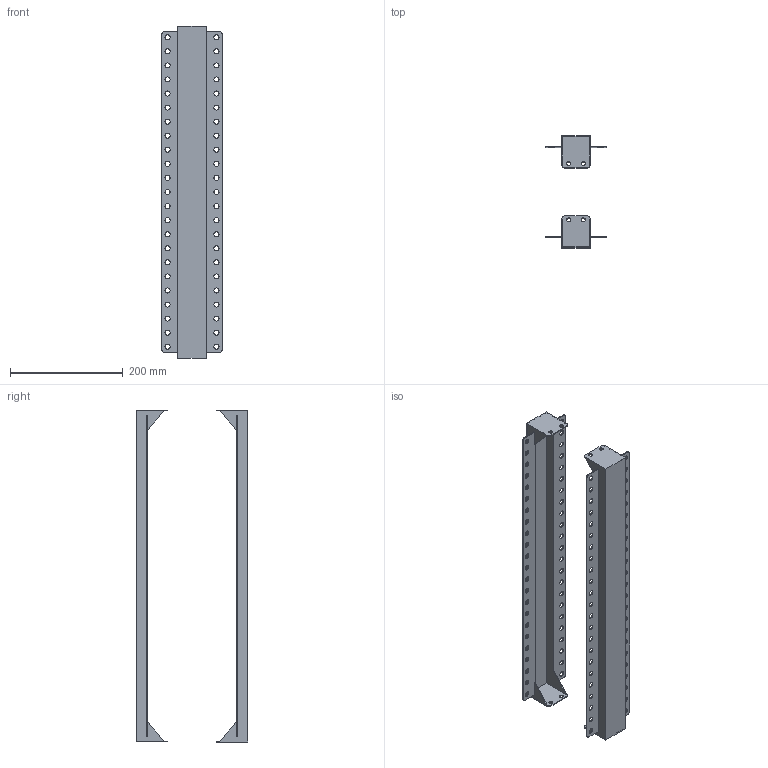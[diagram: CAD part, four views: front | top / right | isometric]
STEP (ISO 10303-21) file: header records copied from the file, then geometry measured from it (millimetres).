
FILE_DESCRIPTION (( 'STEP AP214' ), '1' );
FILE_NAME ('0396-0000-80-07.step', '2023-01-11T07:49:20', ( '' ), ( '' ), 'SwSTEP 2.0', 'SolidWorks 2019', '' );
FILE_SCHEMA (( 'AUTOMOTIVE_DESIGN' ));
Length unit declared in the file: millimetre
Products named in the file (1): 0396-0000-80-07
Bounding box: 107 x 199 x 590 mm (x, y, z)
Volume: 264726.7 mm3; surface area: 361475.9 mm2
Topology: 2 solids, 2 shells, 268 faces, 792 edges, 528 vertices
Faces by surface type: cylinder 216, plane 52
Entity records: 9631 total; most frequent: DIRECTION 1762, CARTESIAN_POINT 1589, ORIENTED_EDGE 1584, EDGE_CURVE 792, AXIS2_PLACEMENT_3D 701, VERTEX_POINT 528, EDGE_LOOP 468, CIRCLE 432
